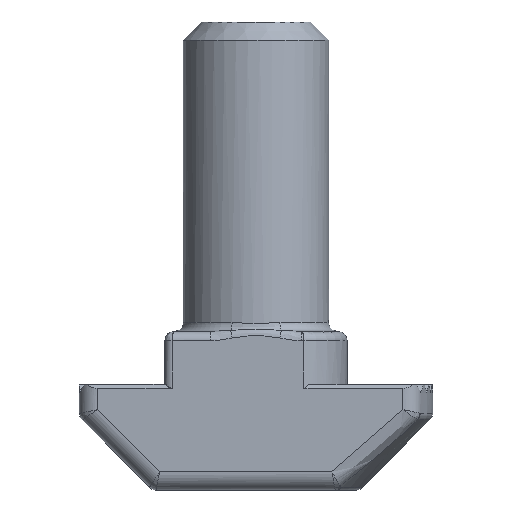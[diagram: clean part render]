
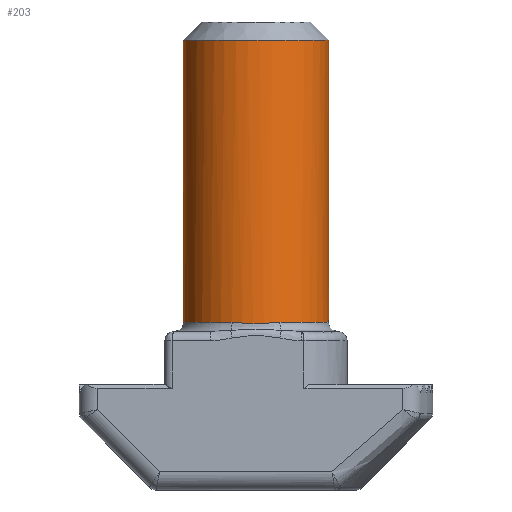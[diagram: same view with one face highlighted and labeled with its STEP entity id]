
A CAD part, front view. The second image highlights one B-rep face of the part: STEP entity #203.
In plain terms, the highlighted cylindrical face has radius 4 mm (diameter 8 mm), a full revolution.
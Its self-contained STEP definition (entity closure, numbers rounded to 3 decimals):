
#84=CARTESIAN_POINT('',(4.0,0.,24.7));
#85=VERTEX_POINT('',#84);
#86=CARTESIAN_POINT('',(0.0,0.0,24.7));
#87=DIRECTION('',(0.0,0.0,1.0));
#88=DIRECTION('',(-1.0,0.0,0.0));
#89=AXIS2_PLACEMENT_3D('',#86,#87,#88);
#90=CIRCLE('',#89,4.0);
#91=EDGE_CURVE('',#85,#85,#90,.T.);
#139=CARTESIAN_POINT('',(0.0,0.0,30.7));
#140=DIRECTION('',(0.0,0.0,1.0));
#141=DIRECTION('',(-1.0,0.0,0.0));
#142=AXIS2_PLACEMENT_3D('',#139,#140,#141);
#143=CYLINDRICAL_SURFACE('',#142,4.0);
#144=CARTESIAN_POINT('',(-1.315,3.778,9.2));
#145=VERTEX_POINT('',#144);
#146=CARTESIAN_POINT('',(-1.315,-3.778,9.2));
#147=VERTEX_POINT('',#146);
#148=CARTESIAN_POINT('',(0.0,0.0,9.2));
#149=DIRECTION('',(0.0,0.0,1.0));
#150=DIRECTION('',(1.0,0.0,0.0));
#151=AXIS2_PLACEMENT_3D('',#148,#149,#150);
#152=CIRCLE('',#151,4.0);
#153=EDGE_CURVE('',#145,#147,#152,.T.);
#154=ORIENTED_EDGE('',*,*,#153,.T.);
#155=CARTESIAN_POINT('',(1.315,-3.778,9.2));
#156=VERTEX_POINT('',#155);
#157=CARTESIAN_POINT('',(-1.315,-3.778,9.2));
#158=CARTESIAN_POINT('',(-1.101,-3.852,9.2));
#159=CARTESIAN_POINT('',(-0.886,-3.907,9.18));
#160=CARTESIAN_POINT('',(-0.667,-3.944,9.164));
#161=CARTESIAN_POINT('',(-0.447,-3.981,9.147));
#162=CARTESIAN_POINT('',(-0.222,-4.,9.133));
#163=CARTESIAN_POINT('',(0.002,-4.,9.133));
#164=CARTESIAN_POINT('',(0.226,-4.,9.133));
#165=CARTESIAN_POINT('',(0.447,-3.981,9.147));
#166=CARTESIAN_POINT('',(0.666,-3.944,9.164));
#167=CARTESIAN_POINT('',(0.885,-3.907,9.18));
#168=CARTESIAN_POINT('',(1.102,-3.852,9.2));
#169=CARTESIAN_POINT('',(1.315,-3.778,9.2));
#170=B_SPLINE_CURVE_WITH_KNOTS('',3,(#157,#158,#159,#160,#161,#162,#163,#164,#165,#166,#167,#168,#169),.UNSPECIFIED.,.F.,.U.,(4,3,3,3,4),(0.0,0.001,0.001,0.002,0.003),.UNSPECIFIED.);
#171=EDGE_CURVE('',#147,#156,#170,.T.);
#172=ORIENTED_EDGE('',*,*,#171,.T.);
#173=CARTESIAN_POINT('',(1.315,3.778,9.2));
#174=VERTEX_POINT('',#173);
#175=CARTESIAN_POINT('',(0.0,0.0,9.2));
#176=DIRECTION('',(0.0,0.0,1.0));
#177=DIRECTION('',(1.0,0.0,0.0));
#178=AXIS2_PLACEMENT_3D('',#175,#176,#177);
#179=CIRCLE('',#178,4.0);
#180=EDGE_CURVE('',#156,#174,#179,.T.);
#181=ORIENTED_EDGE('',*,*,#180,.T.);
#182=CARTESIAN_POINT('',(1.315,3.778,9.2));
#183=CARTESIAN_POINT('',(1.101,3.852,9.2));
#184=CARTESIAN_POINT('',(0.886,3.907,9.18));
#185=CARTESIAN_POINT('',(0.667,3.944,9.164));
#186=CARTESIAN_POINT('',(0.447,3.981,9.147));
#187=CARTESIAN_POINT('',(0.222,4.,9.133));
#188=CARTESIAN_POINT('',(-0.002,4.,9.133));
#189=CARTESIAN_POINT('',(-0.226,4.,9.133));
#190=CARTESIAN_POINT('',(-0.447,3.981,9.147));
#191=CARTESIAN_POINT('',(-0.666,3.944,9.164));
#192=CARTESIAN_POINT('',(-0.885,3.907,9.18));
#193=CARTESIAN_POINT('',(-1.102,3.852,9.2));
#194=CARTESIAN_POINT('',(-1.315,3.778,9.2));
#195=B_SPLINE_CURVE_WITH_KNOTS('',3,(#182,#183,#184,#185,#186,#187,#188,#189,#190,#191,#192,#193,#194),.UNSPECIFIED.,.F.,.U.,(4,3,3,3,4),(0.0,0.001,0.001,0.002,0.003),.UNSPECIFIED.);
#196=EDGE_CURVE('',#174,#145,#195,.T.);
#197=ORIENTED_EDGE('',*,*,#196,.T.);
#198=EDGE_LOOP('',(#154,#172,#181,#197));
#199=FACE_OUTER_BOUND('',#198,.T.);
#200=ORIENTED_EDGE('',*,*,#91,.F.);
#201=EDGE_LOOP('',(#200));
#202=FACE_BOUND('',#201,.T.);
#203=ADVANCED_FACE('',(#199,#202),#143,.T.);
